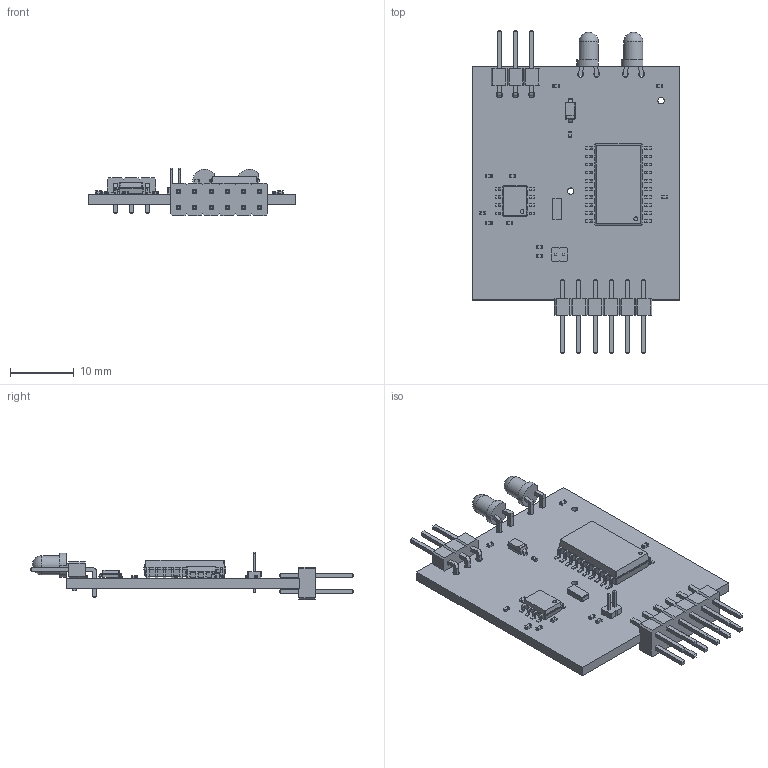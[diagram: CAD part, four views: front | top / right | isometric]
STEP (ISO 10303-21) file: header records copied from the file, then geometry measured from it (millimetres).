
FILE_DESCRIPTION(('KiCad electronic assembly'),'2;1');
FILE_NAME('RTC_Module.step','2023-09-16T22:35:16',('Pcbnew'),('Kicad'), 'Open CASCADE STEP processor 7.7','KiCad to STEP converter','Unknown' );
FILE_SCHEMA(('AUTOMOTIVE_DESIGN { 1 0 10303 214 1 1 1 1 }'));
Length unit declared in the file: millimetre
Products named in the file (22): RTC_Module 1; R_0402_1005Metric; SOLID; PinHeader_1x02_P1.27mm_Vertical; PinHeader_2x06_P2.54mm_Vertical; Crystal_SMD_MicroCrystal_CC7V-T1A-2Pin_3.2x1.5mm; C_0402_1005Metric; PinHeader_1x03_P2.54mm_Horizontal; SOIC-8_3.9x4.9mm_P1.27mm; D_SOD-123; SOIC-20W_7.5x12.8mm_P1.27mm; LED_D3.0mm_Horizontal_O1.27mm_Z2.0mm; RTC_Module PCB
Assembly tree (31 placements, depth 3):
  RTC_Module 1
    R_0402_1005Metric  x9
      SOLID
    PinHeader_1x02_P1.27mm_Vertical
      SOLID
    PinHeader_2x06_P2.54mm_Vertical
      SOLID
    Crystal_SMD_MicroCrystal_CC7V-T1A-2Pin_3.2x1.5mm
      SOLID
    C_0402_1005Metric  x2
      SOLID
    PinHeader_1x03_P2.54mm_Horizontal
      SOLID
    SOIC-8_3.9x4.9mm_P1.27mm
      SOLID
    D_SOD-123
      SOLID
    SOIC-20W_7.5x12.8mm_P1.27mm
      SOLID
    LED_D3.0mm_Horizontal_O1.27mm_Z2.0mm  x2
      SOLID
    RTC_Module PCB
Bounding box: 32.4 x 50.54 x 7.37 mm (x, y, z)
Volume: 2471.5 mm3; surface area: 4015.7 mm2
Topology: 19 solids, 21 shells, 1353 faces, 3420 edges, 2152 vertices
Faces by surface type: plane 999, cylinder 250, bspline 102, sphere 2
Full cylindrical faces by diameter (mm): 0.6 x2, 0.65 x2, 0.9 x4, 1 x5, 3 x2
Entity records: 75655 total; most frequent: CARTESIAN_POINT 13199, DIRECTION 10023, LINE 7148, VECTOR 7148, ORIENTED_EDGE 5438, PCURVE 5438, DEFINITIONAL_REPRESENTATION 5438, EDGE_CURVE 2719
